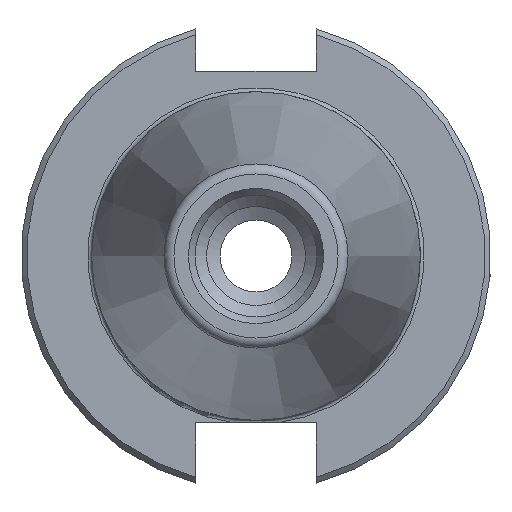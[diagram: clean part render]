
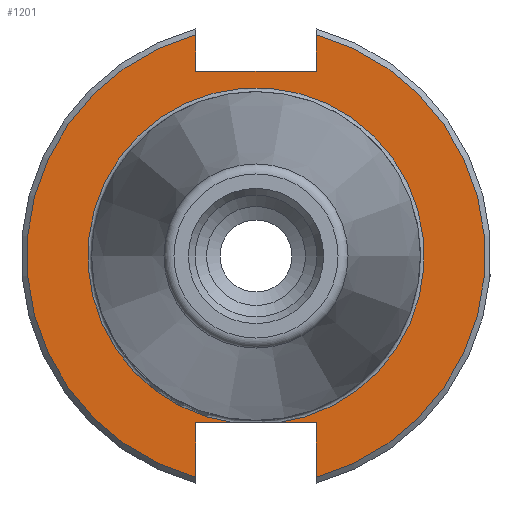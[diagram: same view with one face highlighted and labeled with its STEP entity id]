
A CAD part, left-side view. The second image highlights one B-rep face of the part: STEP entity #1201.
In plain terms, the highlighted planar face has unit normal (-1, 0, 0).
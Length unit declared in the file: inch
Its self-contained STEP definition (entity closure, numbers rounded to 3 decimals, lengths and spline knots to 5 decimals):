
#83=LINE('',#1886,#132);
#90=LINE('',#1934,#139);
#92=LINE('',#1945,#141);
#93=LINE('',#1947,#142);
#94=LINE('',#1949,#143);
#95=LINE('',#1951,#144);
#96=LINE('',#1953,#145);
#132=VECTOR('',#1504,0.28929);
#139=VECTOR('',#1517,0.28929);
#141=VECTOR('',#1527,0.20828);
#142=VECTOR('',#1528,0.19429);
#143=VECTOR('',#1529,0.64);
#144=VECTOR('',#1530,0.19429);
#145=VECTOR('',#1533,0.20828);
#179=PLANE('',#1306);
#310=FACE_OUTER_BOUND('',#405,.T.);
#405=EDGE_LOOP('',(#910,#911,#912,#913,#914,#915,#916,#917,#918,#919));
#496=CIRCLE('',#1271,0.895);
#513=CIRCLE('',#1305,1.22);
#514=CIRCLE('',#1307,1.22);
#566=VERTEX_POINT('',#1809);
#567=VERTEX_POINT('',#1810);
#589=VERTEX_POINT('',#1883);
#590=VERTEX_POINT('',#1885);
#603=VERTEX_POINT('',#1929);
#604=VERTEX_POINT('',#1933);
#606=VERTEX_POINT('',#1939);
#607=VERTEX_POINT('',#1946);
#608=VERTEX_POINT('',#1948);
#609=VERTEX_POINT('',#1950);
#686=EDGE_CURVE('',#566,#567,#496,.T.);
#710=EDGE_CURVE('',#590,#589,#83,.T.);
#726=EDGE_CURVE('',#604,#603,#90,.T.);
#730=EDGE_CURVE('',#606,#603,#513,.T.);
#731=EDGE_CURVE('',#566,#604,#92,.T.);
#732=EDGE_CURVE('',#606,#607,#93,.T.);
#733=EDGE_CURVE('',#607,#608,#94,.T.);
#734=EDGE_CURVE('',#608,#609,#95,.T.);
#735=EDGE_CURVE('',#590,#609,#514,.T.);
#736=EDGE_CURVE('',#589,#567,#96,.T.);
#910=ORIENTED_EDGE('',*,*,#686,.F.);
#911=ORIENTED_EDGE('',*,*,#731,.T.);
#912=ORIENTED_EDGE('',*,*,#726,.T.);
#913=ORIENTED_EDGE('',*,*,#730,.F.);
#914=ORIENTED_EDGE('',*,*,#732,.T.);
#915=ORIENTED_EDGE('',*,*,#733,.T.);
#916=ORIENTED_EDGE('',*,*,#734,.T.);
#917=ORIENTED_EDGE('',*,*,#735,.F.);
#918=ORIENTED_EDGE('',*,*,#710,.T.);
#919=ORIENTED_EDGE('',*,*,#736,.T.);
#1201=ADVANCED_FACE('',(#310),#179,.T.);
#1271=AXIS2_PLACEMENT_3D('',#1821,#1439,#1440);
#1305=AXIS2_PLACEMENT_3D('',#1943,#1523,#1524);
#1306=AXIS2_PLACEMENT_3D('',#1944,#1525,#1526);
#1307=AXIS2_PLACEMENT_3D('',#1952,#1531,#1532);
#1439=DIRECTION('center_axis',(-1.,0.,0.));
#1440=DIRECTION('ref_axis',(0.,-1.,0.));
#1504=DIRECTION('',(0.,0.,1.));
#1517=DIRECTION('',(0.,0.,-1.));
#1523=DIRECTION('center_axis',(1.,0.,0.));
#1524=DIRECTION('ref_axis',(0.,-1.,0.));
#1525=DIRECTION('center_axis',(-1.,0.,0.));
#1526=DIRECTION('ref_axis',(0.,0.,1.));
#1527=DIRECTION('',(0.,-1.,0.));
#1528=DIRECTION('',(0.,0.,-1.));
#1529=DIRECTION('',(0.,1.,0.));
#1530=DIRECTION('',(0.,0.,1.));
#1531=DIRECTION('center_axis',(1.,0.,0.));
#1532=DIRECTION('ref_axis',(0.,1.,0.));
#1533=DIRECTION('',(0.,-1.,0.));
#1809=CARTESIAN_POINT('',(0.125,-0.11172,-0.888));
#1810=CARTESIAN_POINT('',(0.125,0.11172,-0.888));
#1821=CARTESIAN_POINT('Origin',(0.125,0.,0.));
#1883=CARTESIAN_POINT('',(0.125,0.32,-0.888));
#1885=CARTESIAN_POINT('',(0.125,0.32,-1.17729));
#1886=CARTESIAN_POINT('',(0.125,0.32,-0.444));
#1929=CARTESIAN_POINT('',(0.125,-0.32,-1.17729));
#1933=CARTESIAN_POINT('',(0.125,-0.32,-0.888));
#1934=CARTESIAN_POINT('',(0.125,-0.32,-0.444));
#1939=CARTESIAN_POINT('',(0.125,-0.32,1.17729));
#1943=CARTESIAN_POINT('Origin',(0.125,0.,0.));
#1944=CARTESIAN_POINT('Origin',(0.125,1.0625,0.));
#1945=CARTESIAN_POINT('',(0.125,0.53125,-0.888));
#1946=CARTESIAN_POINT('',(0.125,-0.32,0.983));
#1947=CARTESIAN_POINT('',(0.125,-0.32,0.4915));
#1948=CARTESIAN_POINT('',(0.125,0.32,0.983));
#1949=CARTESIAN_POINT('',(0.125,0.53125,0.983));
#1950=CARTESIAN_POINT('',(0.125,0.32,1.17729));
#1951=CARTESIAN_POINT('',(0.125,0.32,0.4915));
#1952=CARTESIAN_POINT('Origin',(0.125,0.,0.));
#1953=CARTESIAN_POINT('',(0.125,0.53125,-0.888));
